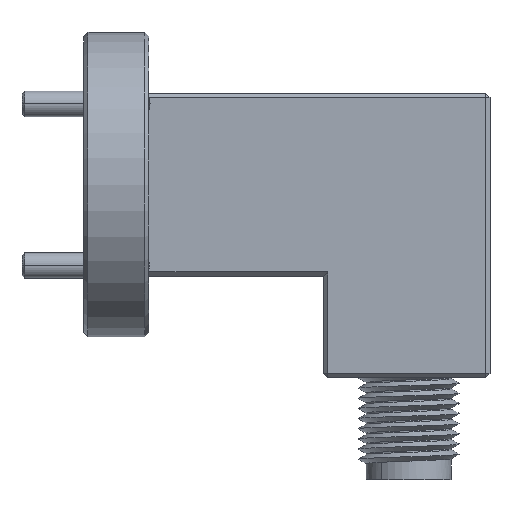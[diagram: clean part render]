
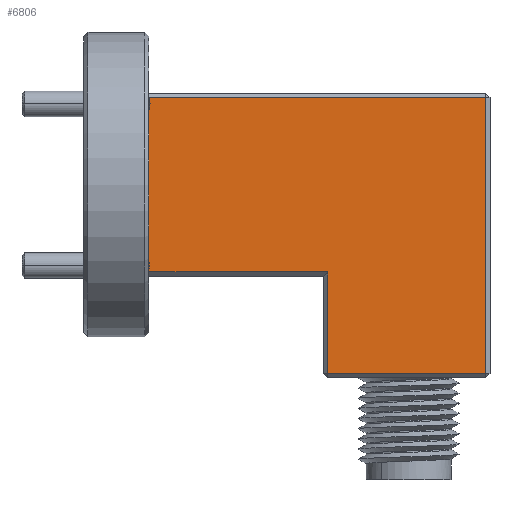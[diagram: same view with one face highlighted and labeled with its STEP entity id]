
A CAD part, front view. The second image highlights one B-rep face of the part: STEP entity #6806.
In plain terms, the highlighted planar face has unit normal (0, -1, 0).
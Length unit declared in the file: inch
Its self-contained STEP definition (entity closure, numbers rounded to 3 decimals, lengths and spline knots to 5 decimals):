
#56 = ORIENTED_EDGE ( 'NONE', *, *, #11745, .T. ) ;
#528 = VECTOR ( 'NONE', #10898, 39.37008 ) ;
#1303 = B_SPLINE_CURVE_WITH_KNOTS ( 'NONE', 3,
 ( #19378, #36525, #52605, #27528, #15260, #23998 ),
 .UNSPECIFIED., .F., .F.,
 ( 4, 2, 4 ),
 ( 0.00095, 0.00137, 0.0018 ),
 .UNSPECIFIED. ) ;
#1898 = FACE_OUTER_BOUND ( 'NONE', #15714, .T. ) ;
#3276 = LINE ( 'NONE', #19929, #36728 ) ;
#3633 = CARTESIAN_POINT ( 'NONE',  ( 0.4968, -0.0025, 0.22406 ) ) ;
#3993 = LINE ( 'NONE', #20932, #41280 ) ;
#4197 = CARTESIAN_POINT ( 'NONE',  ( 0.4968, -0.0025, 0.19736 ) ) ;
#4928 = LINE ( 'NONE', #41279, #18460 ) ;
#6530 = PLANE ( 'NONE',  #49599 ) ;
#6806 = ADVANCED_FACE ( 'NONE', ( #1898 ), #6530, .F. ) ;
#7591 = CARTESIAN_POINT ( 'NONE',  ( 1.3268, -0.0025, 0.62736 ) ) ;
#8182 = ORIENTED_EDGE ( 'NONE', *, *, #38422, .T. ) ;
#10898 = DIRECTION ( 'NONE',  ( 1., 0., 0. ) ) ;
#11176 = CARTESIAN_POINT ( 'NONE',  ( 0.4968, -0.0025, 0.78736 ) ) ;
#11745 = EDGE_CURVE ( 'NONE', #40793, #17244, #37836, .T. ) ;
#12621 = CARTESIAN_POINT ( 'NONE',  ( 0.49752, -0.0025, 0.20638 ) ) ;
#14443 = EDGE_CURVE ( 'NONE', #48755, #14855, #3993, .T. ) ;
#14582 = CARTESIAN_POINT ( 'NONE',  ( 0.9368, -0.0025, 0.19736 ) ) ;
#14855 = VERTEX_POINT ( 'NONE', #4197 ) ;
#14872 = ORIENTED_EDGE ( 'NONE', *, *, #33556, .T. ) ;
#14998 = ORIENTED_EDGE ( 'NONE', *, *, #50771, .T. ) ;
#15260 = CARTESIAN_POINT ( 'NONE',  ( 0.49844, -0.0025, 0.59962 ) ) ;
#15714 = EDGE_LOOP ( 'NONE', ( #26356, #39606, #8182, #14998, #45184, #37207, #14872, #56, #22165 ) ) ;
#15901 = CARTESIAN_POINT ( 'NONE',  ( 0.4968, -0.0025, 0.20291 ) ) ;
#16129 = DIRECTION ( 'NONE',  ( -1., 0., 0. ) ) ;
#16719 = CARTESIAN_POINT ( 'NONE',  ( 0.49753, -0.0025, 0.22056 ) ) ;
#16754 = EDGE_CURVE ( 'NONE', #17244, #48755, #21287, .T. ) ;
#17244 = VERTEX_POINT ( 'NONE', #47408 ) ;
#17363 = VERTEX_POINT ( 'NONE', #7591 ) ;
#17660 = CARTESIAN_POINT ( 'NONE',  ( 0.4968, -0.0025, 0.59424 ) ) ;
#18460 = VECTOR ( 'NONE', #21881, 39.37008 ) ;
#19378 = CARTESIAN_POINT ( 'NONE',  ( 0.49706, -0.0025, 0.62736 ) ) ;
#19929 = CARTESIAN_POINT ( 'NONE',  ( 1.3268, -0.0025, 0.78736 ) ) ;
#20777 = VECTOR ( 'NONE', #24400, 39.37008 ) ;
#20932 = CARTESIAN_POINT ( 'NONE',  ( 0.4968, -0.0025, 0.78736 ) ) ;
#21132 = CARTESIAN_POINT ( 'NONE',  ( 0.9368, -0.0025, -0.05264 ) ) ;
#21287 = B_SPLINE_CURVE_WITH_KNOTS ( 'NONE', 3,
 ( #3633, #16719, #37428, #49697, #12621, #15901 ),
 .UNSPECIFIED., .F., .F.,
 ( 4, 2, 4 ),
 ( 0.00392, 0.00418, 0.00444 ),
 .UNSPECIFIED. ) ;
#21431 = CARTESIAN_POINT ( 'NONE',  ( 1.3268, -0.0025, -0.05264 ) ) ;
#21729 = EDGE_CURVE ( 'NONE', #24332, #17363, #3276, .T. ) ;
#21881 = DIRECTION ( 'NONE',  ( 0., 0., -1. ) ) ;
#22165 = ORIENTED_EDGE ( 'NONE', *, *, #16754, .T. ) ;
#23189 = DIRECTION ( 'NONE',  ( 0., 0., 1. ) ) ;
#23998 = CARTESIAN_POINT ( 'NONE',  ( 0.4968, -0.0025, 0.59424 ) ) ;
#24332 = VERTEX_POINT ( 'NONE', #21431 ) ;
#24400 = DIRECTION ( 'NONE',  ( 1., 0., 0. ) ) ;
#26277 = VECTOR ( 'NONE', #16129, 39.37008 ) ;
#26356 = ORIENTED_EDGE ( 'NONE', *, *, #14443, .T. ) ;
#27528 = CARTESIAN_POINT ( 'NONE',  ( 0.49953, -0.0025, 0.60512 ) ) ;
#28861 = CARTESIAN_POINT ( 'NONE',  ( 0.4968, -0.0025, 0.78736 ) ) ;
#31338 = DIRECTION ( 'NONE',  ( 0., 1., 0. ) ) ;
#32730 = EDGE_CURVE ( 'NONE', #14855, #34150, #44822, .T. ) ;
#32940 = DIRECTION ( 'NONE',  ( 0., 0., -1. ) ) ;
#33547 = CARTESIAN_POINT ( 'NONE',  ( 0.49706, -0.0025, 0.62736 ) ) ;
#33556 = EDGE_CURVE ( 'NONE', #36938, #40793, #1303, .T. ) ;
#33839 = CARTESIAN_POINT ( 'NONE',  ( 0.4968, -0.0025, 0.20291 ) ) ;
#34150 = VERTEX_POINT ( 'NONE', #14582 ) ;
#36510 = CARTESIAN_POINT ( 'NONE',  ( 1.3368, -0.0025, -0.05264 ) ) ;
#36525 = CARTESIAN_POINT ( 'NONE',  ( 0.49864, -0.0025, 0.62195 ) ) ;
#36728 = VECTOR ( 'NONE', #40618, 39.37008 ) ;
#36938 = VERTEX_POINT ( 'NONE', #33547 ) ;
#37207 = ORIENTED_EDGE ( 'NONE', *, *, #37838, .T. ) ;
#37428 = CARTESIAN_POINT ( 'NONE',  ( 0.49793, -0.0025, 0.21704 ) ) ;
#37836 = LINE ( 'NONE', #28861, #49820 ) ;
#37838 = EDGE_CURVE ( 'NONE', #17363, #36938, #53464, .T. ) ;
#38422 = EDGE_CURVE ( 'NONE', #34150, #51841, #4928, .T. ) ;
#39606 = ORIENTED_EDGE ( 'NONE', *, *, #32730, .T. ) ;
#40596 = LINE ( 'NONE', #36510, #528 ) ;
#40618 = DIRECTION ( 'NONE',  ( 0., 0., 1. ) ) ;
#40730 = CARTESIAN_POINT ( 'NONE',  ( 0.9268, -0.0025, 0.19736 ) ) ;
#40793 = VERTEX_POINT ( 'NONE', #17660 ) ;
#41279 = CARTESIAN_POINT ( 'NONE',  ( 0.9368, -0.0025, 0.78736 ) ) ;
#41280 = VECTOR ( 'NONE', #49251, 39.37008 ) ;
#44822 = LINE ( 'NONE', #40730, #20777 ) ;
#45184 = ORIENTED_EDGE ( 'NONE', *, *, #21729, .T. ) ;
#47408 = CARTESIAN_POINT ( 'NONE',  ( 0.4968, -0.0025, 0.22406 ) ) ;
#48755 = VERTEX_POINT ( 'NONE', #33839 ) ;
#48845 = CARTESIAN_POINT ( 'NONE',  ( 0.4968, -0.0025, 0.62736 ) ) ;
#49251 = DIRECTION ( 'NONE',  ( 0., 0., -1. ) ) ;
#49599 = AXIS2_PLACEMENT_3D ( 'NONE', #11176, #31338, #23189 ) ;
#49697 = CARTESIAN_POINT ( 'NONE',  ( 0.49793, -0.0025, 0.20997 ) ) ;
#49820 = VECTOR ( 'NONE', #32940, 39.37008 ) ;
#50771 = EDGE_CURVE ( 'NONE', #51841, #24332, #40596, .T. ) ;
#51841 = VERTEX_POINT ( 'NONE', #21132 ) ;
#52605 = CARTESIAN_POINT ( 'NONE',  ( 0.49963, -0.0025, 0.61645 ) ) ;
#53464 = LINE ( 'NONE', #48845, #26277 ) ;
